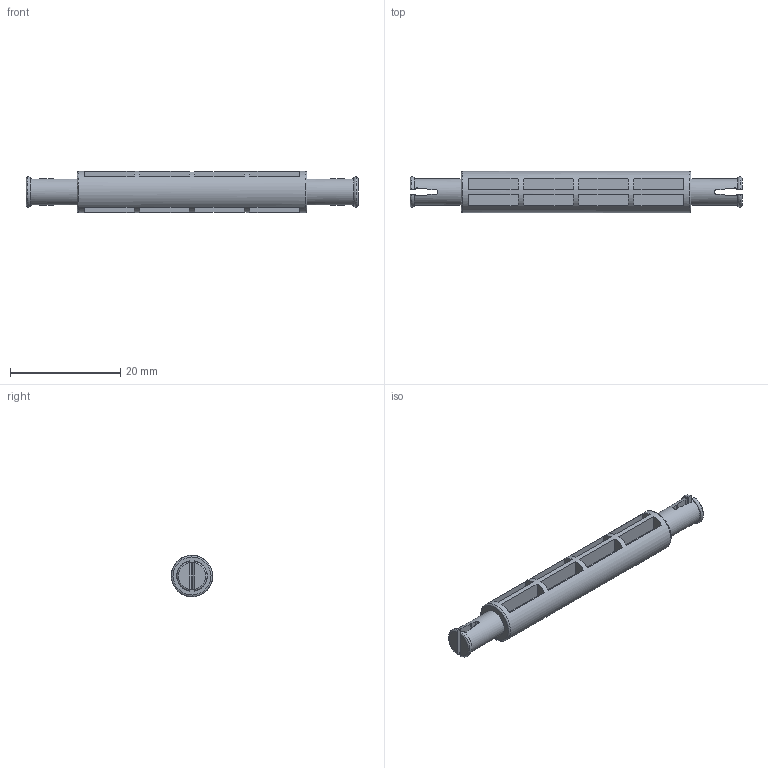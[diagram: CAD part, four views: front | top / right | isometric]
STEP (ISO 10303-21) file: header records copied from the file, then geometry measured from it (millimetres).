
FILE_DESCRIPTION(/* description */ (''),/* implementation_level */ '2;1');
FILE_NAME(/* name */ 'RB4.stp',/* time_stamp */ '2019-03-13T12:13:49+01:00',/* author */ ('Varga Daniel'),/* organization */ (''),/* preprocessor_version */ 'ST-DEVELOPER v17.2',/* originating_system */ 'Autodesk Inventor 2019',/* authorisation */ '');
FILE_SCHEMA (('AUTOMOTIVE_DESIGN { 1 0 10303 214 3 1 1 }'));
Length unit declared in the file: millimetre
Products named in the file (1): RB4
Bounding box: 60.2 x 7.5 x 7.5 mm (x, y, z)
Volume: 1458.5 mm3; surface area: 2208.1 mm2
Topology: 1 solids, 1 shells, 133 faces, 345 edges, 232 vertices
Faces by surface type: plane 104, cylinder 19, torus 10
Full cylindrical faces by diameter (mm): 4.875 x2, 7.5 x1
Entity records: 4580 total; most frequent: CARTESIAN_POINT 1139, ORIENTED_EDGE 690, DIRECTION 643, EDGE_CURVE 345, VERTEX_POINT 232, LINE 219, VECTOR 219, AXIS2_PLACEMENT_3D 212
